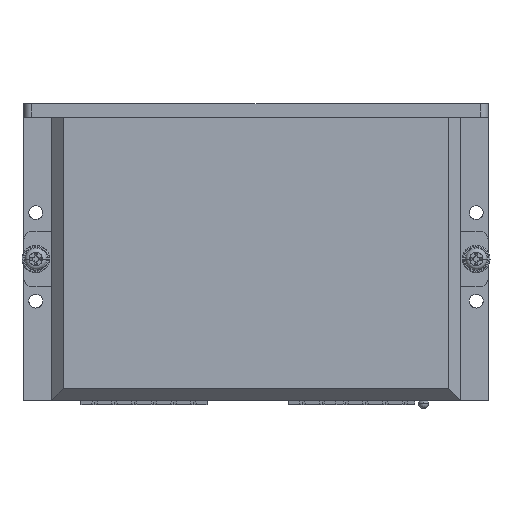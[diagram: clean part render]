
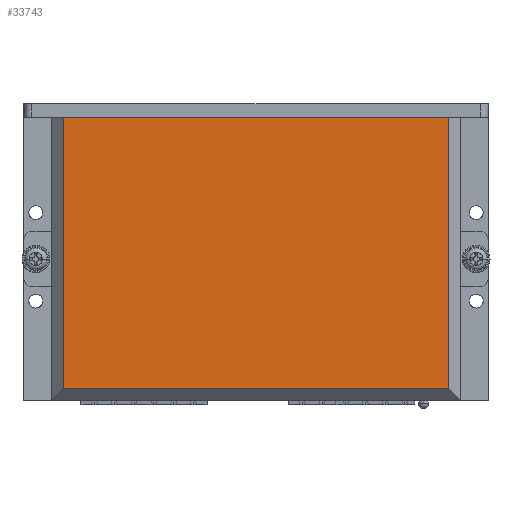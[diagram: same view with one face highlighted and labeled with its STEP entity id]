
A CAD part, top view. The second image highlights one B-rep face of the part: STEP entity #33743.
In plain terms, the highlighted planar face has unit normal (0, 0, 1).
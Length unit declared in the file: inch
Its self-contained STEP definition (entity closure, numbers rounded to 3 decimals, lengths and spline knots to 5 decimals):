
#242 = CARTESIAN_POINT ( 'NONE',  ( 1.92913, 0.06378, 0.86614 ) ) ;
#600 = ORIENTED_EDGE ( 'NONE', *, *, #19829, .T. ) ;
#1528 = ORIENTED_EDGE ( 'NONE', *, *, #10058, .T. ) ;
#3044 = AXIS2_PLACEMENT_3D ( 'NONE', #11333, #20325, #38037 ) ;
#4280 = EDGE_CURVE ( 'NONE', #44598, #49887, #41906, .T. ) ;
#6170 = EDGE_LOOP ( 'NONE', ( #36163, #41106, #1528, #600 ) ) ;
#7359 = CARTESIAN_POINT ( 'NONE',  ( 1.92913, 2.83465, 0.86614 ) ) ;
#10058 = EDGE_CURVE ( 'NONE', #16171, #33940, #48379, .T. ) ;
#10252 = CARTESIAN_POINT ( 'NONE',  ( 1.92913, 0.11811, 0.86614 ) ) ;
#11333 = CARTESIAN_POINT ( 'NONE',  ( -2.0063, 0.06378, 0.86614 ) ) ;
#15009 = CARTESIAN_POINT ( 'NONE',  ( -1.92913, 2.83465, 0.86614 ) ) ;
#15715 = DIRECTION ( 'NONE',  ( 0., -1., 0. ) ) ;
#16171 = VERTEX_POINT ( 'NONE', #15009 ) ;
#19829 = EDGE_CURVE ( 'NONE', #33940, #44598, #37636, .T. ) ;
#20144 = VECTOR ( 'NONE', #45005, 39.37008 ) ;
#20325 = DIRECTION ( 'NONE',  ( 0., 0., 1. ) ) ;
#23648 = VECTOR ( 'NONE', #39329, 39.37008 ) ;
#24332 = LINE ( 'NONE', #25795, #23648 ) ;
#25795 = CARTESIAN_POINT ( 'NONE',  ( -2.0063, 2.83465, 0.86614 ) ) ;
#30151 = EDGE_CURVE ( 'NONE', #49887, #16171, #24332, .T. ) ;
#33743 = ADVANCED_FACE ( 'NONE', ( #43602 ), #42524, .T. ) ;
#33940 = VERTEX_POINT ( 'NONE', #52402 ) ;
#36163 = ORIENTED_EDGE ( 'NONE', *, *, #4280, .T. ) ;
#37636 = LINE ( 'NONE', #47762, #48214 ) ;
#38037 = DIRECTION ( 'NONE',  ( 1., 0., 0. ) ) ;
#38111 = CARTESIAN_POINT ( 'NONE',  ( -1.92913, 0.06378, 0.86614 ) ) ;
#39329 = DIRECTION ( 'NONE',  ( -1., 0., 0. ) ) ;
#41106 = ORIENTED_EDGE ( 'NONE', *, *, #30151, .T. ) ;
#41906 = LINE ( 'NONE', #242, #20144 ) ;
#42524 = PLANE ( 'NONE',  #3044 ) ;
#43602 = FACE_OUTER_BOUND ( 'NONE', #6170, .T. ) ;
#44598 = VERTEX_POINT ( 'NONE', #10252 ) ;
#45005 = DIRECTION ( 'NONE',  ( 0., 1., 0. ) ) ;
#46222 = VECTOR ( 'NONE', #15715, 39.37008 ) ;
#47762 = CARTESIAN_POINT ( 'NONE',  ( -2.0063, 0.11811, 0.86614 ) ) ;
#48214 = VECTOR ( 'NONE', #56837, 39.37008 ) ;
#48379 = LINE ( 'NONE', #38111, #46222 ) ;
#49887 = VERTEX_POINT ( 'NONE', #7359 ) ;
#52402 = CARTESIAN_POINT ( 'NONE',  ( -1.92913, 0.11811, 0.86614 ) ) ;
#56837 = DIRECTION ( 'NONE',  ( 1., 0., 0. ) ) ;
